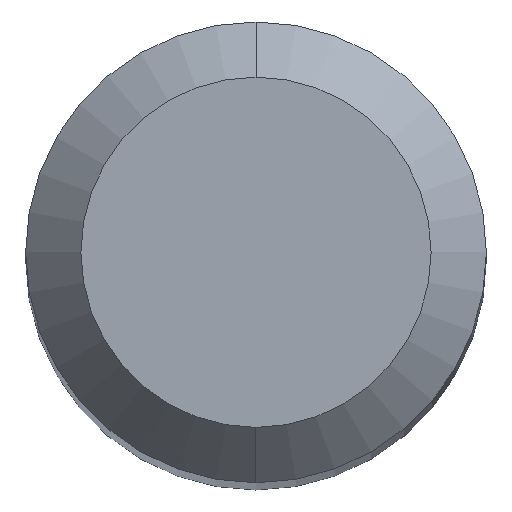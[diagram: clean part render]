
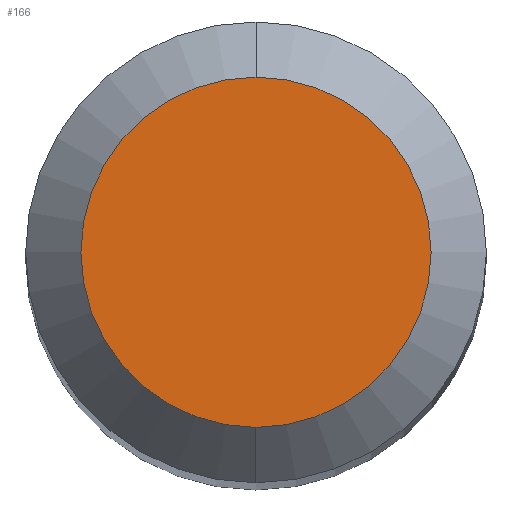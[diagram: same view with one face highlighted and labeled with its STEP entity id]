
A CAD part, top view. The second image highlights one B-rep face of the part: STEP entity #166.
In plain terms, the highlighted planar face has unit normal (0, 0, 1).
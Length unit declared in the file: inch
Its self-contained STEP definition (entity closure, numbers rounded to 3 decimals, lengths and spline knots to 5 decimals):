
#2 = CARTESIAN_POINT ( 'NONE',  ( 0., 0., 0. ) ) ;
#13 = AXIS2_PLACEMENT_3D ( 'NONE', #329, #550, #18 ) ;
#15 = EDGE_CURVE ( 'NONE', #245, #353, #234, .T. ) ;
#18 = DIRECTION ( 'NONE',  ( 0., 1., 0. ) ) ;
#28 = FACE_OUTER_BOUND ( 'NONE', #277, .T. ) ;
#84 = DIRECTION ( 'NONE',  ( 0., -1., 0. ) ) ;
#166 = ADVANCED_FACE ( 'NONE', ( #28 ), #465, .F. ) ;
#187 = DIRECTION ( 'NONE',  ( 0., 0., 1. ) ) ;
#234 = CIRCLE ( 'NONE', #357, 0.0475 ) ;
#245 = VERTEX_POINT ( 'NONE', #437 ) ;
#274 = DIRECTION ( 'NONE',  ( 0., -1., 0. ) ) ;
#277 = EDGE_LOOP ( 'NONE', ( #516, #555 ) ) ;
#313 = DIRECTION ( 'NONE',  ( 0., 0., 1. ) ) ;
#329 = CARTESIAN_POINT ( 'NONE',  ( 0., 0.0475, 0. ) ) ;
#353 = VERTEX_POINT ( 'NONE', #474 ) ;
#357 = AXIS2_PLACEMENT_3D ( 'NONE', #2, #187, #274 ) ;
#368 = AXIS2_PLACEMENT_3D ( 'NONE', #519, #313, #84 ) ;
#399 = EDGE_CURVE ( 'NONE', #353, #245, #416, .T. ) ;
#416 = CIRCLE ( 'NONE', #368, 0.0475 ) ;
#437 = CARTESIAN_POINT ( 'NONE',  ( 0., 0.0475, 0. ) ) ;
#465 = PLANE ( 'NONE',  #13 ) ;
#474 = CARTESIAN_POINT ( 'NONE',  ( 0., -0.0475, 0. ) ) ;
#516 = ORIENTED_EDGE ( 'NONE', *, *, #15, .T. ) ;
#519 = CARTESIAN_POINT ( 'NONE',  ( 0., 0., 0. ) ) ;
#550 = DIRECTION ( 'NONE',  ( 0., 0., -1. ) ) ;
#555 = ORIENTED_EDGE ( 'NONE', *, *, #399, .T. ) ;
